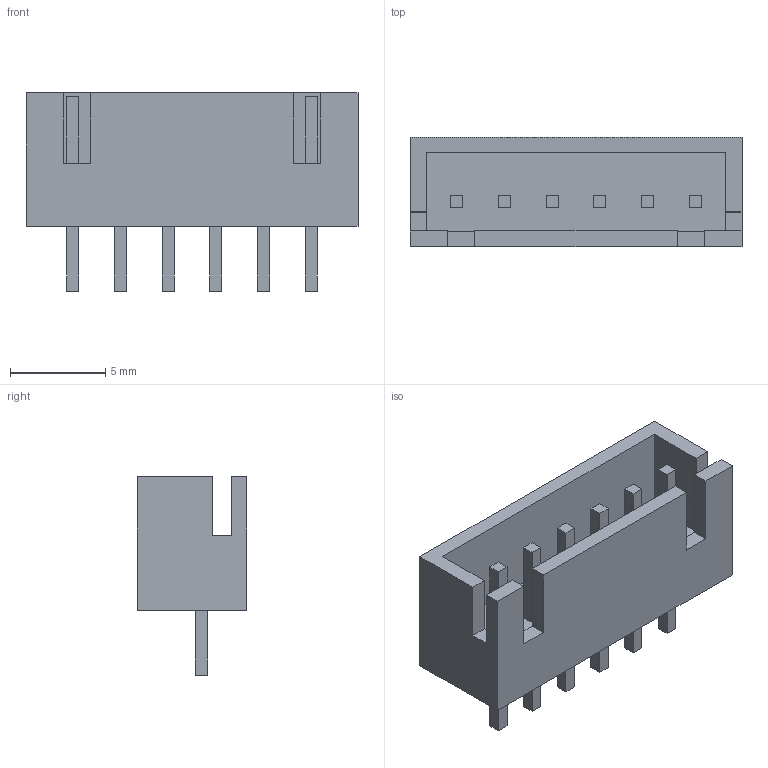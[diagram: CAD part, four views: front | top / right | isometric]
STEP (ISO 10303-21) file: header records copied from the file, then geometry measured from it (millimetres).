
FILE_DESCRIPTION(/* description */ ('STEP AP214'),/* implementation_level */ '2;1');
FILE_NAME(/* name */ 'B6B-XH-A.step',/* time_stamp */ '2025-11-03T03:36:51Z',/* author */ (''),/* organization */ (''),/* preprocessor_version */ 'ST-DEVELOPER v20.1',/* originating_system */ 'Autodesk Translation Framework v14.17.0.0',/* authorisation */ '');
FILE_SCHEMA (('AUTOMOTIVE_DESIGN { 1 0 10303 214 3 1 1 }'));
Length unit declared in the file: millimetre
Products named in the file (1): B6B-XH-A
Bounding box: 17.4 x 5.75 x 10.4 mm (x, y, z)
Volume: 403.1 mm3; surface area: 820.6 mm2
Topology: 1 solids, 1 shells, 84 faces, 210 edges, 140 vertices
Faces by surface type: plane 84
Entity records: 2561 total; most frequent: CARTESIAN_POINT 435, ORIENTED_EDGE 420, DIRECTION 380, LINE 210, VECTOR 210, EDGE_CURVE 210, VERTEX_POINT 140, EDGE_LOOP 96
